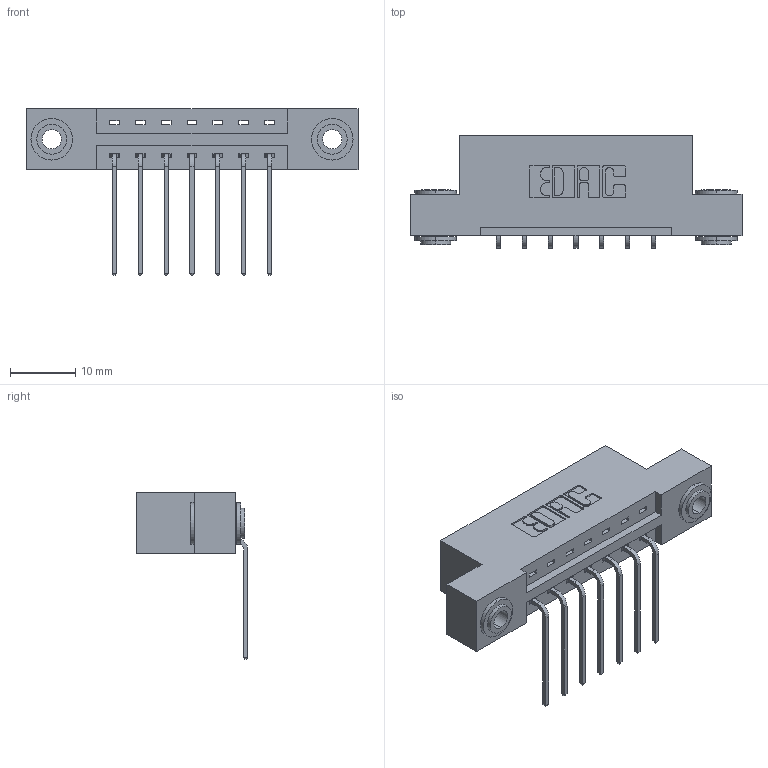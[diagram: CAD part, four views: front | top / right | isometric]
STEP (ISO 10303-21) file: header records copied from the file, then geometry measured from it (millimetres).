
FILE_DESCRIPTION (( 'STEP AP203' ), '1' );
FILE_NAME ('337-007-559-103.STEP', '2018-08-03T20:39:28', ( '' ), ( '' ), 'SwSTEP 2.0', 'SolidWorks 2016', '' );
FILE_SCHEMA (( 'CONFIG_CONTROL_DESIGN' ));
Length unit declared in the file: inch
Products named in the file (4): 337 Part_Flush Mounting Lugs - 0.156 Dia-TH; 345-292-001_558 559 Tail - 1; 345-250-002_345-250-002-102; 337-007-559-103
Assembly tree (10 placements, depth 2):
  337-007-559-103
    337 Part_Flush Mounting Lugs - 0.156 Dia-TH
    345-292-001_558 559 Tail - 1  x7
    345-250-002_345-250-002-102  x2
Bounding box: 50.75 x 17.09 x 25.53 mm (x, y, z)
Volume: 4879.3 mm3; surface area: 5223.7 mm2
Topology: 10 solids, 10 shells, 600 faces, 1745 edges, 1150 vertices
Faces by surface type: plane 416, cylinder 176, cone 8
Entity records: 10464 total; most frequent: CARTESIAN_POINT 1798, ORIENTED_EDGE 1734, DIRECTION 1619, EDGE_CURVE 867, LINE 715, VECTOR 715, VERTEX_POINT 574, AXIS2_PLACEMENT_3D 452
